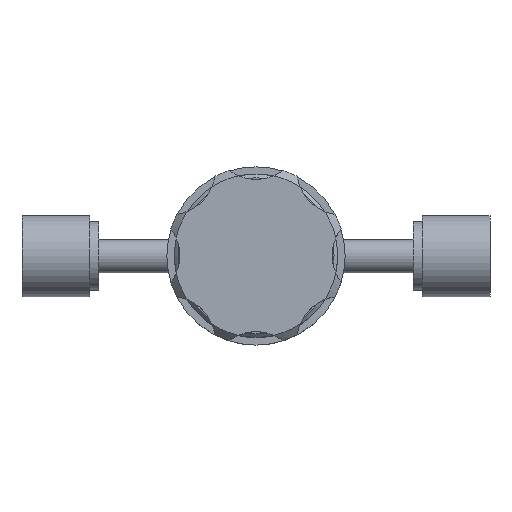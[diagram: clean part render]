
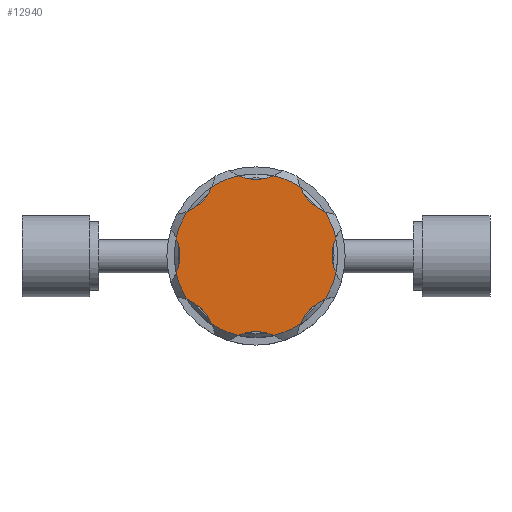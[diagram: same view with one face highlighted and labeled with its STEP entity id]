
A CAD part, top view. The second image highlights one B-rep face of the part: STEP entity #12940.
In plain terms, the highlighted planar face has unit normal (0, 0, 1).
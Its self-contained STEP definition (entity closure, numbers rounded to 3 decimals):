
#10770=CARTESIAN_POINT('',(-21.481,-4.751,108.));
#10771=VERTEX_POINT('',#10770);
#10783=CARTESIAN_POINT('',(-21.481,4.751,108.));
#10784=VERTEX_POINT('',#10783);
#10785=CARTESIAN_POINT('',(-32.5,0.,108.));
#10786=DIRECTION('',(0.,0.,1.));
#10787=DIRECTION('',(0.,1.,0.));
#10788=AXIS2_PLACEMENT_3D('',#10785,#10786,#10787);
#10789=CIRCLE('',#10788,12.);
#10790=EDGE_CURVE('',#10771,#10784,#10789,.T.);
#10945=CARTESIAN_POINT('',(-18.549,11.829,108.));
#10946=VERTEX_POINT('',#10945);
#10958=CARTESIAN_POINT('',(-11.829,18.549,108.));
#10959=VERTEX_POINT('',#10958);
#10960=CARTESIAN_POINT('',(-22.981,22.981,108.));
#10961=DIRECTION('',(0.,0.,1.));
#10962=DIRECTION('',(0.707,0.707,0.));
#10963=AXIS2_PLACEMENT_3D('',#10960,#10961,#10962);
#10964=CIRCLE('',#10963,12.);
#10965=EDGE_CURVE('',#10946,#10959,#10964,.T.);
#11047=CARTESIAN_POINT('',(-4.751,21.481,108.));
#11048=VERTEX_POINT('',#11047);
#11060=CARTESIAN_POINT('',(4.751,21.481,108.));
#11061=VERTEX_POINT('',#11060);
#11062=CARTESIAN_POINT('',(0.,32.5,108.));
#11063=DIRECTION('',(0.,0.,1.));
#11064=DIRECTION('',(1.,0.,0.));
#11065=AXIS2_PLACEMENT_3D('',#11062,#11063,#11064);
#11066=CIRCLE('',#11065,12.);
#11067=EDGE_CURVE('',#11048,#11061,#11066,.T.);
#11149=CARTESIAN_POINT('',(11.829,18.549,108.));
#11150=VERTEX_POINT('',#11149);
#11162=CARTESIAN_POINT('',(18.549,11.829,108.));
#11163=VERTEX_POINT('',#11162);
#11164=CARTESIAN_POINT('',(22.981,22.981,108.));
#11165=DIRECTION('',(0.,0.,1.));
#11166=DIRECTION('',(0.707,-0.707,0.));
#11167=AXIS2_PLACEMENT_3D('',#11164,#11165,#11166);
#11168=CIRCLE('',#11167,12.);
#11169=EDGE_CURVE('',#11150,#11163,#11168,.T.);
#11251=CARTESIAN_POINT('',(21.481,4.751,108.));
#11252=VERTEX_POINT('',#11251);
#11264=CARTESIAN_POINT('',(21.481,-4.751,108.));
#11265=VERTEX_POINT('',#11264);
#11266=CARTESIAN_POINT('',(32.5,0.,108.));
#11267=DIRECTION('',(0.,0.,1.));
#11268=DIRECTION('',(0.,-1.,0.));
#11269=AXIS2_PLACEMENT_3D('',#11266,#11267,#11268);
#11270=CIRCLE('',#11269,12.);
#11271=EDGE_CURVE('',#11252,#11265,#11270,.T.);
#11353=CARTESIAN_POINT('',(18.549,-11.829,108.));
#11354=VERTEX_POINT('',#11353);
#11366=CARTESIAN_POINT('',(11.829,-18.549,108.));
#11367=VERTEX_POINT('',#11366);
#11368=CARTESIAN_POINT('',(22.981,-22.981,108.));
#11369=DIRECTION('',(0.,0.,1.));
#11370=DIRECTION('',(-0.707,-0.707,0.));
#11371=AXIS2_PLACEMENT_3D('',#11368,#11369,#11370);
#11372=CIRCLE('',#11371,12.);
#11373=EDGE_CURVE('',#11354,#11367,#11372,.T.);
#11455=CARTESIAN_POINT('',(4.751,-21.481,108.));
#11456=VERTEX_POINT('',#11455);
#11468=CARTESIAN_POINT('',(-4.751,-21.481,108.));
#11469=VERTEX_POINT('',#11468);
#11470=CARTESIAN_POINT('',(0.,-32.5,108.));
#11471=DIRECTION('',(0.,0.,1.));
#11472=DIRECTION('',(-1.,0.,0.));
#11473=AXIS2_PLACEMENT_3D('',#11470,#11471,#11472);
#11474=CIRCLE('',#11473,12.);
#11475=EDGE_CURVE('',#11456,#11469,#11474,.T.);
#11559=CARTESIAN_POINT('',(-11.829,-18.549,108.));
#11560=VERTEX_POINT('',#11559);
#11572=CARTESIAN_POINT('',(-18.549,-11.829,108.));
#11573=VERTEX_POINT('',#11572);
#11574=CARTESIAN_POINT('',(-22.981,-22.981,108.));
#11575=DIRECTION('',(0.,0.,1.));
#11576=DIRECTION('',(-0.707,0.707,0.));
#11577=AXIS2_PLACEMENT_3D('',#11574,#11575,#11576);
#11578=CIRCLE('',#11577,12.);
#11579=EDGE_CURVE('',#11560,#11573,#11578,.T.);
#12858=CARTESIAN_POINT('',(0.,0.,108.));
#12859=DIRECTION('',(0.,0.,1.));
#12860=DIRECTION('',(-1.,0.,0.));
#12861=AXIS2_PLACEMENT_3D('',#12858,#12859,#12860);
#12862=CIRCLE('',#12861,22.);
#12863=EDGE_CURVE('',#10771,#11573,#12862,.T.);
#12875=ORIENTED_EDGE('',*,*,#12863,.T.);
#12876=ORIENTED_EDGE('',*,*,#11579,.F.);
#12877=CARTESIAN_POINT('',(0.,0.,108.));
#12878=DIRECTION('',(0.,0.,1.));
#12879=DIRECTION('',(-1.,0.,0.));
#12880=AXIS2_PLACEMENT_3D('',#12877,#12878,#12879);
#12881=CIRCLE('',#12880,22.);
#12882=EDGE_CURVE('',#11560,#11469,#12881,.T.);
#12883=ORIENTED_EDGE('',*,*,#12882,.T.);
#12884=ORIENTED_EDGE('',*,*,#11475,.F.);
#12885=CARTESIAN_POINT('',(0.,0.,108.));
#12886=DIRECTION('',(0.,0.,1.));
#12887=DIRECTION('',(-1.,0.,0.));
#12888=AXIS2_PLACEMENT_3D('',#12885,#12886,#12887);
#12889=CIRCLE('',#12888,22.);
#12890=EDGE_CURVE('',#11456,#11367,#12889,.T.);
#12891=ORIENTED_EDGE('',*,*,#12890,.T.);
#12892=ORIENTED_EDGE('',*,*,#11373,.F.);
#12893=CARTESIAN_POINT('',(0.,0.,108.));
#12894=DIRECTION('',(0.,0.,1.));
#12895=DIRECTION('',(-1.,0.,0.));
#12896=AXIS2_PLACEMENT_3D('',#12893,#12894,#12895);
#12897=CIRCLE('',#12896,22.);
#12898=EDGE_CURVE('',#11354,#11265,#12897,.T.);
#12899=ORIENTED_EDGE('',*,*,#12898,.T.);
#12900=ORIENTED_EDGE('',*,*,#11271,.F.);
#12901=CARTESIAN_POINT('',(0.,0.,108.));
#12902=DIRECTION('',(0.,0.,1.));
#12903=DIRECTION('',(-1.,0.,0.));
#12904=AXIS2_PLACEMENT_3D('',#12901,#12902,#12903);
#12905=CIRCLE('',#12904,22.);
#12906=EDGE_CURVE('',#11252,#11163,#12905,.T.);
#12907=ORIENTED_EDGE('',*,*,#12906,.T.);
#12908=ORIENTED_EDGE('',*,*,#11169,.F.);
#12909=CARTESIAN_POINT('',(0.,0.,108.));
#12910=DIRECTION('',(0.,0.,1.));
#12911=DIRECTION('',(-1.,0.,0.));
#12912=AXIS2_PLACEMENT_3D('',#12909,#12910,#12911);
#12913=CIRCLE('',#12912,22.);
#12914=EDGE_CURVE('',#11150,#11061,#12913,.T.);
#12915=ORIENTED_EDGE('',*,*,#12914,.T.);
#12916=ORIENTED_EDGE('',*,*,#11067,.F.);
#12917=CARTESIAN_POINT('',(0.,0.,108.));
#12918=DIRECTION('',(0.,0.,1.));
#12919=DIRECTION('',(-1.,0.,0.));
#12920=AXIS2_PLACEMENT_3D('',#12917,#12918,#12919);
#12921=CIRCLE('',#12920,22.);
#12922=EDGE_CURVE('',#11048,#10959,#12921,.T.);
#12923=ORIENTED_EDGE('',*,*,#12922,.T.);
#12924=ORIENTED_EDGE('',*,*,#10965,.F.);
#12925=CARTESIAN_POINT('',(0.,0.,108.));
#12926=DIRECTION('',(0.,0.,1.));
#12927=DIRECTION('',(-1.,0.,0.));
#12928=AXIS2_PLACEMENT_3D('',#12925,#12926,#12927);
#12929=CIRCLE('',#12928,22.);
#12930=EDGE_CURVE('',#10946,#10784,#12929,.T.);
#12931=ORIENTED_EDGE('',*,*,#12930,.T.);
#12932=ORIENTED_EDGE('',*,*,#10790,.F.);
#12933=EDGE_LOOP('',(#12875,#12876,#12883,#12884,#12891,#12892,#12899,#12900,#12907,#12908,#12915,#12916,#12923,#12924,#12931,#12932));
#12934=FACE_OUTER_BOUND('',#12933,.T.);
#12935=CARTESIAN_POINT('',(-14.496,-14.496,108.));
#12936=DIRECTION('',(0.,0.,1.));
#12937=DIRECTION('',(0.,-1.,0.));
#12938=AXIS2_PLACEMENT_3D('',#12935,#12936,#12937);
#12939=PLANE('',#12938);
#12940=ADVANCED_FACE('',(#12934),#12939,.T.);
